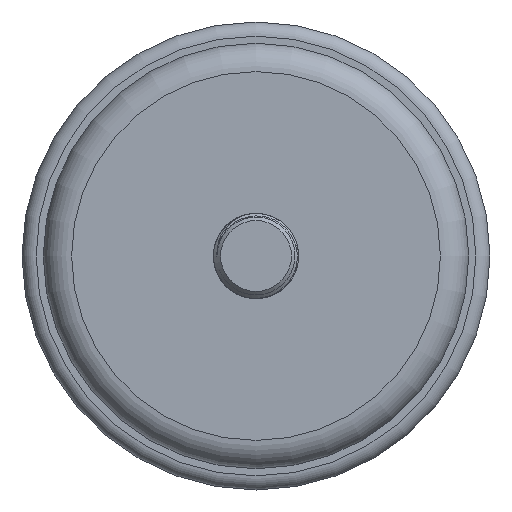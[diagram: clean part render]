
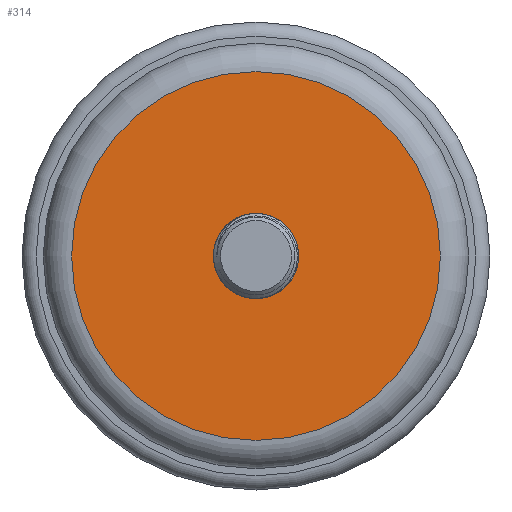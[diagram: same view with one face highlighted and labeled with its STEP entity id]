
A CAD part, front view. The second image highlights one B-rep face of the part: STEP entity #314.
In plain terms, the highlighted planar face has unit normal (0, -1, 0).
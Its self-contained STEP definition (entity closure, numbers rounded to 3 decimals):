
#314=ADVANCED_FACE('',(#4742,#4744),#4746,.T.);
#4742=FACE_BOUND('',#4743,.T.);
#4743=EDGE_LOOP('',(#5707));
#4744=FACE_BOUND('',#4745,.T.);
#4745=EDGE_LOOP('',(#5708,#5709));
#4746=PLANE('',#4747);
#4747=AXIS2_PLACEMENT_3D('',#4748,#4749,#4750);
#4748=CARTESIAN_POINT('',(0.,0.,0.));
#4749=DIRECTION('',(0.,-1.,0.));
#4750=DIRECTION('',(1.,0.,0.));
#5707=ORIENTED_EDGE('',*,*,#5955,.T.);
#5708=ORIENTED_EDGE('',*,*,#5956,.F.);
#5709=ORIENTED_EDGE('',*,*,#5957,.F.);
#5955=EDGE_CURVE('',#6119,#6119,#6120,.T.);
#5956=EDGE_CURVE('',#6121,#6122,#6123,.T.);
#5957=EDGE_CURVE('',#6122,#6121,#6124,.T.);
#6119=VERTEX_POINT('',#8400);
#6120=CIRCLE('',#8401,26.);
#6121=VERTEX_POINT('',#8405);
#6122=VERTEX_POINT('',#8406);
#6123=CIRCLE('',#8407,6.);
#6124=CIRCLE('',#8411,6.);
#8400=CARTESIAN_POINT('',(26.,0.,0.));
#8401=AXIS2_PLACEMENT_3D('',#8402,#8403,#8404);
#8402=CARTESIAN_POINT('',(0.,0.,0.));
#8403=DIRECTION('',(0.,-1.,0.));
#8404=DIRECTION('',(1.,0.,0.));
#8405=CARTESIAN_POINT('',(5.248,0.,-2.908));
#8406=CARTESIAN_POINT('',(6.,0.,0.));
#8407=AXIS2_PLACEMENT_3D('',#8408,#8409,#8410);
#8408=CARTESIAN_POINT('',(0.,0.,0.));
#8409=DIRECTION('',(0.,-1.,0.));
#8410=DIRECTION('',(0.875,0.,-0.485));
#8411=AXIS2_PLACEMENT_3D('',#8412,#8413,#8414);
#8412=CARTESIAN_POINT('',(0.,0.,0.));
#8413=DIRECTION('',(0.,-1.,0.));
#8414=DIRECTION('',(1.,0.,0.));
